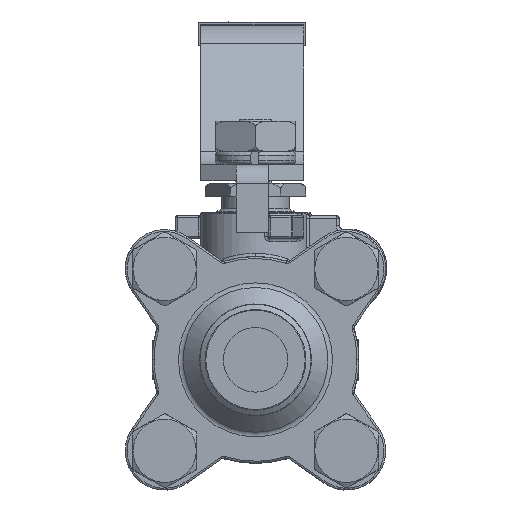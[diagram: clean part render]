
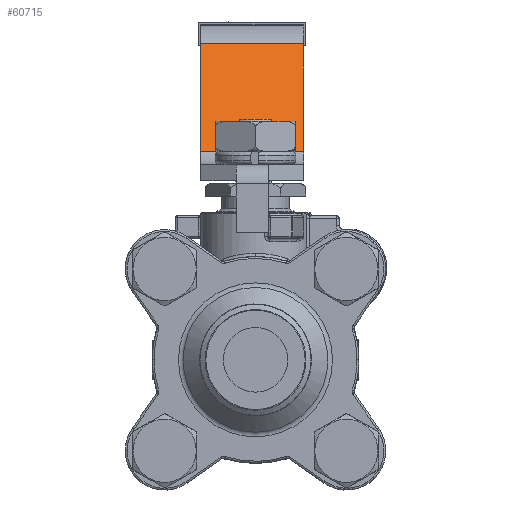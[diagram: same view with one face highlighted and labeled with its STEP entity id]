
A CAD part, front view. The second image highlights one B-rep face of the part: STEP entity #60715.
In plain terms, the highlighted planar face has unit normal (0, -0.789, 0.615).
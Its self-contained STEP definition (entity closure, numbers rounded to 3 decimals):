
#59807=CARTESIAN_POINT('',(-8.496,14.087,32.247));
#59808=VERTEX_POINT('',#59807);
#59816=CARTESIAN_POINT('',(-8.496,27.088,48.932));
#59817=VERTEX_POINT('',#59816);
#59818=CARTESIAN_POINT('',(-8.496,27.088,48.932));
#59819=DIRECTION('',(0.,-0.615,-0.789));
#59820=VECTOR('',#59819,21.153);
#59821=LINE('',#59818,#59820);
#59822=EDGE_CURVE('',#59817,#59808,#59821,.T.);
#59856=CARTESIAN_POINT('',(7.504,27.088,48.932));
#59857=VERTEX_POINT('',#59856);
#59865=CARTESIAN_POINT('',(7.504,14.087,32.247));
#59866=VERTEX_POINT('',#59865);
#59867=CARTESIAN_POINT('',(7.504,27.088,48.932));
#59868=DIRECTION('',(0.,-0.615,-0.789));
#59869=VECTOR('',#59868,21.153);
#59870=LINE('',#59867,#59869);
#59871=EDGE_CURVE('',#59857,#59866,#59870,.T.);
#60690=CARTESIAN_POINT('',(-8.496,14.087,32.247));
#60691=DIRECTION('',(1.,0.,0.));
#60692=VECTOR('',#60691,16.);
#60693=LINE('',#60690,#60692);
#60694=EDGE_CURVE('',#59808,#59866,#60693,.T.);
#60699=CARTESIAN_POINT('',(-8.496,27.088,48.932));
#60700=DIRECTION('',(-0.,-0.789,0.615));
#60701=DIRECTION('',(1.,0.,0.));
#60702=AXIS2_PLACEMENT_3D('',#60699,#60700,#60701);
#60703=PLANE('',#60702);
#60704=ORIENTED_EDGE('',*,*,#59822,.T.);
#60705=ORIENTED_EDGE('',*,*,#60694,.T.);
#60706=ORIENTED_EDGE('',*,*,#59871,.F.);
#60707=CARTESIAN_POINT('',(-8.496,27.088,48.932));
#60708=DIRECTION('',(1.,0.,0.));
#60709=VECTOR('',#60708,16.);
#60710=LINE('',#60707,#60709);
#60711=EDGE_CURVE('',#59817,#59857,#60710,.T.);
#60712=ORIENTED_EDGE('',*,*,#60711,.F.);
#60713=EDGE_LOOP('',(#60704,#60705,#60706,#60712));
#60714=FACE_BOUND('',#60713,.T.);
#60715=ADVANCED_FACE('',(#60714),#60703,.T.);
